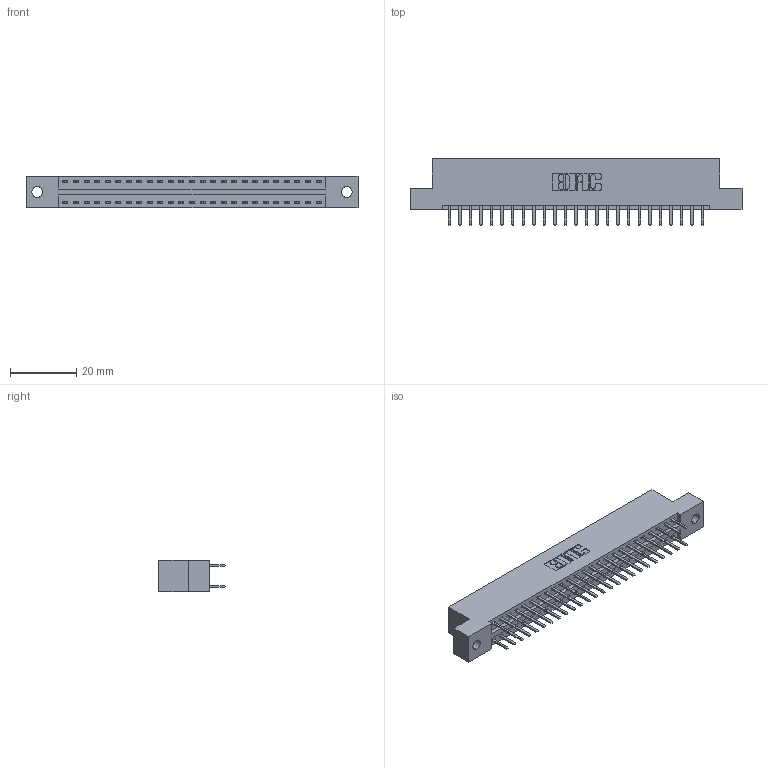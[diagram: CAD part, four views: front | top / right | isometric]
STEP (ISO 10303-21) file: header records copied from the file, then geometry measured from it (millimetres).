
FILE_DESCRIPTION (( 'STEP AP203' ), '1' );
FILE_NAME ('346-050-520-202.STEP', '2018-08-25T13:17:41', ( '' ), ( '' ), 'SwSTEP 2.0', 'SolidWorks 2016', '' );
FILE_SCHEMA (( 'CONFIG_CONTROL_DESIGN' ));
Length unit declared in the file: inch
Products named in the file (3): 346 Part_Flush Mounting Lugs - 0.128 Dia; 345-292-001_345-293-120; 346-050-520-202
Assembly tree (51 placements, depth 2):
  346-050-520-202
    346 Part_Flush Mounting Lugs - 0.128 Dia
    345-292-001_345-293-120  x50
Bounding box: 99.95 x 20.02 x 9.4 mm (x, y, z)
Volume: 9555.6 mm3; surface area: 12546.8 mm2
Topology: 51 solids, 51 shells, 2922 faces, 8479 edges, 5518 vertices
Faces by surface type: plane 1926, cylinder 996
Entity records: 18721 total; most frequent: CARTESIAN_POINT 3120, ORIENTED_EDGE 3042, DIRECTION 2789, EDGE_CURVE 1521, LINE 1285, VECTOR 1285, VERTEX_POINT 1010, AXIS2_PLACEMENT_3D 752
